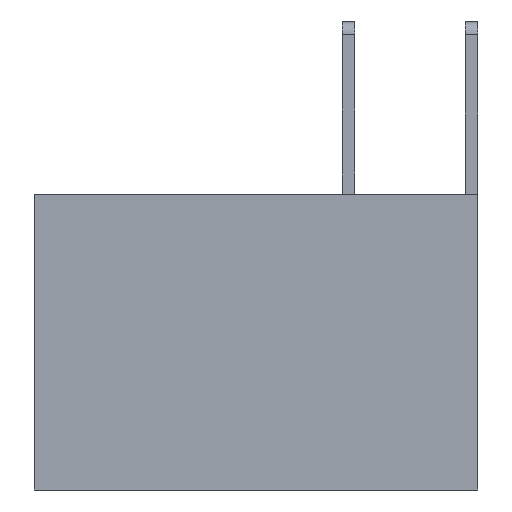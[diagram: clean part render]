
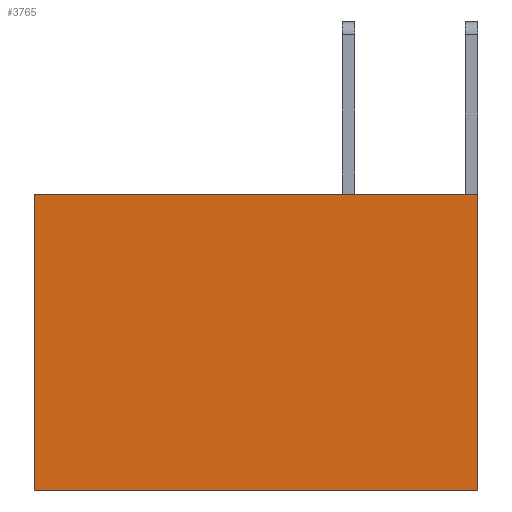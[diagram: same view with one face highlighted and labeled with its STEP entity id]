
A CAD part, left-side view. The second image highlights one B-rep face of the part: STEP entity #3765.
In plain terms, the highlighted planar face has unit normal (-1, 0, 0).
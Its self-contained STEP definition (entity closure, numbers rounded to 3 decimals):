
#1236=CARTESIAN_POINT('',(1.5,0.,0.));
#1237=VERTEX_POINT('',#1236);
#1247=CARTESIAN_POINT('',(1.5,0.,-4.8));
#1248=VERTEX_POINT('',#1247);
#1249=CARTESIAN_POINT('',(1.5,0.,0.));
#1250=CARTESIAN_POINT('',(1.5,0.,-0.96));
#1251=CARTESIAN_POINT('',(1.5,0.,-1.92));
#1252=CARTESIAN_POINT('',(1.5,0.,-2.88));
#1253=CARTESIAN_POINT('',(1.5,0.,-3.84));
#1254=CARTESIAN_POINT('',(1.5,0.,-4.8));
#1255=B_SPLINE_CURVE_WITH_KNOTS('',5,(#1249,#1250,#1251,#1252,#1253,#1254),.UNSPECIFIED.,.F.,.U.,(6,6),(0.,4.8),.UNSPECIFIED.);
#1256=EDGE_CURVE('',#1237,#1248,#1255,.T.);
#3712=CARTESIAN_POINT('',(1.5,7.2,-4.8));
#3713=VERTEX_POINT('',#3712);
#3714=CARTESIAN_POINT('',(1.5,0.,-4.8));
#3715=CARTESIAN_POINT('',(1.5,1.44,-4.8));
#3716=CARTESIAN_POINT('',(1.5,2.88,-4.8));
#3717=CARTESIAN_POINT('',(1.5,4.32,-4.8));
#3718=CARTESIAN_POINT('',(1.5,5.76,-4.8));
#3719=CARTESIAN_POINT('',(1.5,7.2,-4.8));
#3720=B_SPLINE_CURVE_WITH_KNOTS('',5,(#3714,#3715,#3716,#3717,#3718,#3719),.UNSPECIFIED.,.F.,.U.,(6,6),(0.,7.2),.UNSPECIFIED.);
#3721=EDGE_CURVE('',#1248,#3713,#3720,.T.);
#3736=CARTESIAN_POINT('',(1.5,3.6,-2.4));
#3737=DIRECTION('',(0.,0.,1.));
#3738=DIRECTION('',(-1.,0.,0.));
#3739=AXIS2_PLACEMENT_3D('',#3736,#3738,#3737);
#3740=PLANE('',#3739);
#3741=CARTESIAN_POINT('',(1.5,7.2,0.));
#3742=VERTEX_POINT('',#3741);
#3743=CARTESIAN_POINT('',(1.5,0.,0.));
#3744=CARTESIAN_POINT('',(1.5,1.44,0.));
#3745=CARTESIAN_POINT('',(1.5,2.88,0.));
#3746=CARTESIAN_POINT('',(1.5,4.32,0.));
#3747=CARTESIAN_POINT('',(1.5,5.76,0.));
#3748=CARTESIAN_POINT('',(1.5,7.2,0.));
#3749=B_SPLINE_CURVE_WITH_KNOTS('',5,(#3743,#3744,#3745,#3746,#3747,#3748),.UNSPECIFIED.,.F.,.U.,(6,6),(0.,7.2),.UNSPECIFIED.);
#3750=EDGE_CURVE('',#1237,#3742,#3749,.T.);
#3751=ORIENTED_EDGE('',*,*,#3750,.T.);
#3752=CARTESIAN_POINT('',(1.5,7.2,-4.8));
#3753=CARTESIAN_POINT('',(1.5,7.2,-3.84));
#3754=CARTESIAN_POINT('',(1.5,7.2,-2.88));
#3755=CARTESIAN_POINT('',(1.5,7.2,-1.92));
#3756=CARTESIAN_POINT('',(1.5,7.2,-0.96));
#3757=CARTESIAN_POINT('',(1.5,7.2,0.));
#3758=B_SPLINE_CURVE_WITH_KNOTS('',5,(#3752,#3753,#3754,#3755,#3756,#3757),.UNSPECIFIED.,.F.,.U.,(6,6),(0.,4.8),.UNSPECIFIED.);
#3759=EDGE_CURVE('',#3713,#3742,#3758,.T.);
#3760=ORIENTED_EDGE('',*,*,#3759,.F.);
#3761=ORIENTED_EDGE('',*,*,#3721,.F.);
#3762=ORIENTED_EDGE('',*,*,#1256,.F.);
#3763=EDGE_LOOP('',(#3751,#3760,#3761,#3762));
#3764=FACE_OUTER_BOUND('',#3763,.T.);
#3765=ADVANCED_FACE('',(#3764),#3740,.T.);
